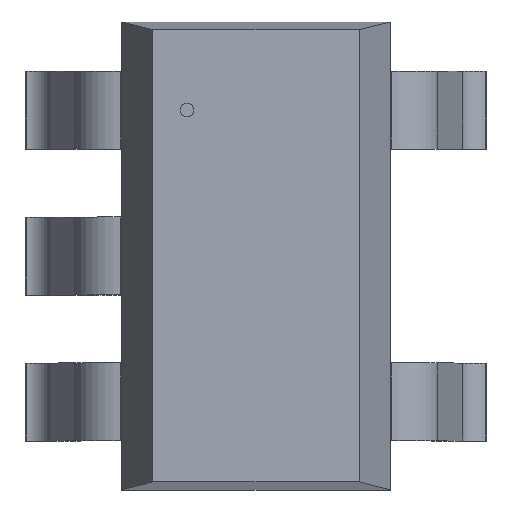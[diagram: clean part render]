
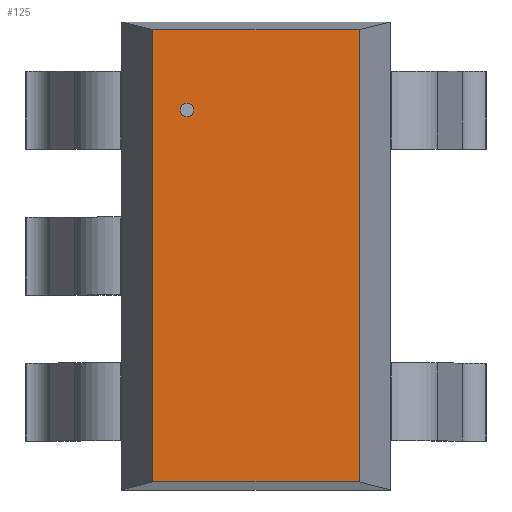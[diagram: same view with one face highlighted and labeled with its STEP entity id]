
A CAD part, top view. The second image highlights one B-rep face of the part: STEP entity #125.
In plain terms, the highlighted planar face has unit normal (0, 0, 1).
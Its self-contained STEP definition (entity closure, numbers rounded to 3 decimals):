
#125=ADVANCED_FACE('',(#131),#126,.F.);
#126=PLANE('',#127);
#127=AXIS2_PLACEMENT_3D('',#128,#129,#130);
#128=CARTESIAN_POINT('Origin',(-0.673,-1.473,1.702));
#129=DIRECTION('center_axis',(0.0,0.0,-1.0));
#130=DIRECTION('ref_axis',(0.,1.,0.));
#131=FACE_OUTER_BOUND('',#132,.T.);
#132=EDGE_LOOP('',(#133,#143,#153,#163));
#133=ORIENTED_EDGE('',*,*,#134,.F.);
#134=EDGE_CURVE('',#135,#137,#139,.T.);
#135=VERTEX_POINT('',#136);
#136=CARTESIAN_POINT('',(0.673,-1.473,1.702));
#137=VERTEX_POINT('',#138);
#138=CARTESIAN_POINT('',(-0.673,-1.473,1.702));
#139=LINE('',#140,#141);
#140=CARTESIAN_POINT('',(0.673,-1.473,1.702));
#141=VECTOR('',#142,1.346);
#142=DIRECTION('',(-1.0,0.0,0.0));
#143=ORIENTED_EDGE('',*,*,#144,.F.);
#144=EDGE_CURVE('',#145,#147,#149,.T.);
#145=VERTEX_POINT('',#146);
#146=CARTESIAN_POINT('',(0.673,1.473,1.702));
#147=VERTEX_POINT('',#136);
#149=LINE('',#150,#151);
#150=CARTESIAN_POINT('',(0.673,1.473,1.702));
#151=VECTOR('',#152,2.946);
#152=DIRECTION('',(0.0,-1.0,0.0));
#153=ORIENTED_EDGE('',*,*,#154,.F.);
#154=EDGE_CURVE('',#155,#157,#159,.T.);
#155=VERTEX_POINT('',#156);
#156=CARTESIAN_POINT('',(-0.673,1.473,1.702));
#157=VERTEX_POINT('',#146);
#159=LINE('',#160,#161);
#160=CARTESIAN_POINT('',(-0.673,1.473,1.702));
#161=VECTOR('',#162,1.346);
#162=DIRECTION('',(1.0,0.0,0.0));
#163=ORIENTED_EDGE('',*,*,#164,.F.);
#164=EDGE_CURVE('',#165,#167,#169,.T.);
#165=VERTEX_POINT('',#138);
#167=VERTEX_POINT('',#156);
#169=LINE('',#170,#171);
#170=CARTESIAN_POINT('',(-0.673,-1.473,1.702));
#171=VECTOR('',#172,2.946);
#172=DIRECTION('',(0.0,1.0,0.0));
